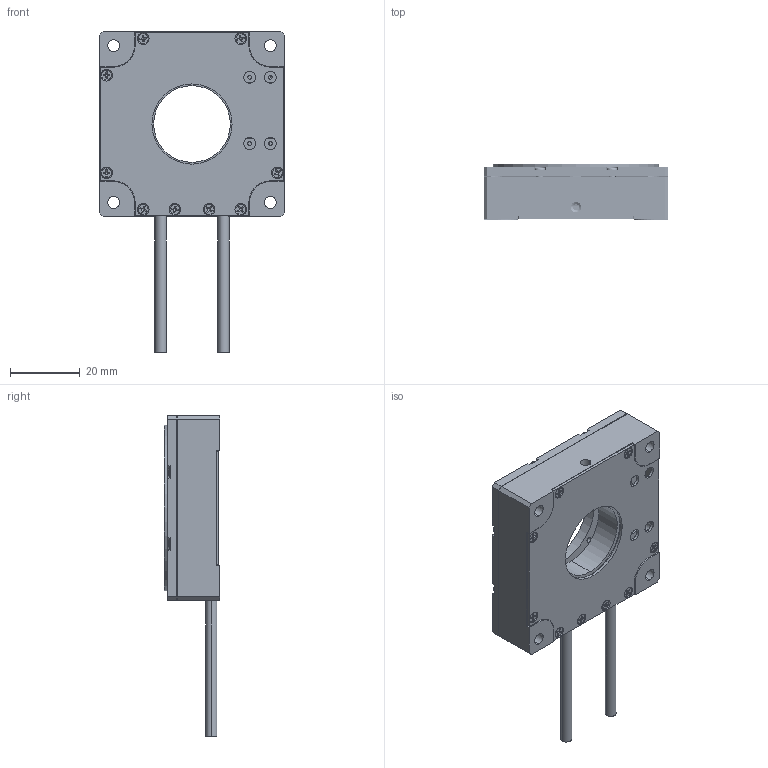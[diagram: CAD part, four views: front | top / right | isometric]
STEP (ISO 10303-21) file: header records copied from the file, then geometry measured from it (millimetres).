
FILE_DESCRIPTION (( 'STEP AP214' ), '1' );
FILE_NAME ('PR-50CR11XXX.STEP', '2026-01-09T17:40:10', ( '' ), ( '' ), 'SwSTEP 2.0', 'SolidWorks 2023', '' );
FILE_SCHEMA (( 'AUTOMOTIVE_DESIGN' ));
Length unit declared in the file: millimetre
Products named in the file (12): Screw, MS-PFH, E-NR, 100deg_0-80 x 1''8 (91771A915); 432037 Rotor, PR-50CR; 432035 Base, PR-50CR; PR-50CR11XXX; 130394-103 Rotational Cross Roller Bearing, 10IDx21ODx5H, IKO_405A; 92855A838_18-8 Stainless Steel Low-Profile Socket Head Screws_92855A838; SCREW, MS-PPH, M-JCIS_M2 x 0.4 x 4mm; 432036 Bearing Clamp, PR-50CR_pointy; 432039 Cover, PR-50CR; 432038 Carriage, PR-50CR_stuff on rotor; PR-50CR Rotor Subassembly; 110331 Cable, 12 Conductor, 6x32AWG TP, Black PVC_L40
Assembly tree (32 placements, depth 3):
  PR-50CR11XXX
    432035 Base, PR-50CR
    PR-50CR Rotor Subassembly
      130394-103 Rotational Cross Roller Bearing, 10IDx21ODx5H, IKO_405A
      432037 Rotor, PR-50CR
      432038 Carriage, PR-50CR_stuff on rotor
      92855A838_18-8 Stainless Steel Low-Profile Socket Head Screws_92855A838  x6
    432036 Bearing Clamp, PR-50CR_pointy
    SCREW, MS-PPH, M-JCIS_M2 x 0.4 x 4mm  x8
    432039 Cover, PR-50CR
    Screw, MS-PFH, E-NR, 100deg_0-80 x 1''8 (91771A915)  x9
    110331 Cable, 12 Conductor, 6x32AWG TP, Black PVC_L40  x2
Bounding box: 53 x 15.8 x 92 mm (x, y, z)
Volume: 26869.2 mm3; surface area: 33919.6 mm2
Topology: 57 solids, 57 shells, 1672 faces, 4175 edges, 2609 vertices
Faces by surface type: plane 637, cylinder 570, cone 331, torus 68, bspline 66
Entity records: 71077 total; most frequent: CARTESIAN_POINT 51455, DIRECTION 4129, ORIENTED_EDGE 3898, EDGE_CURVE 1949, AXIS2_PLACEMENT_3D 1596, VERTEX_POINT 1258, EDGE_LOOP 947, VECTOR 937
